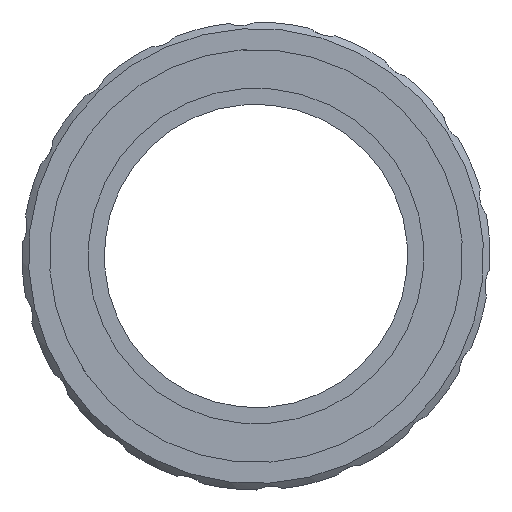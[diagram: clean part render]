
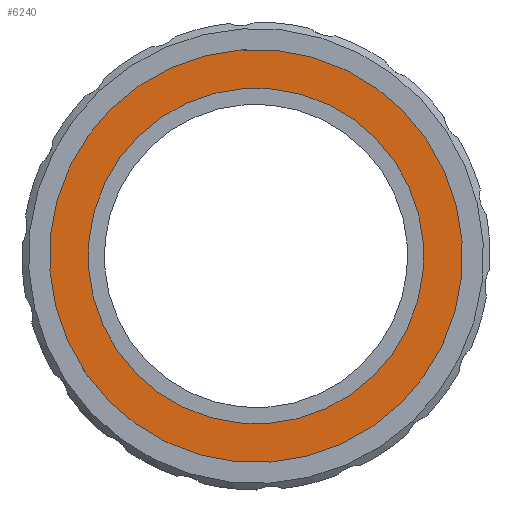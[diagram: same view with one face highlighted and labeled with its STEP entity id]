
A CAD part, front view. The second image highlights one B-rep face of the part: STEP entity #6240.
In plain terms, the highlighted planar face has unit normal (0, -1, 0).
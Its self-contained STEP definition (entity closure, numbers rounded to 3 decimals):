
#825 = CARTESIAN_POINT ( 'NONE',  ( 34.771, -30.049, 30.952 ) ) ;
#1075 = AXIS2_PLACEMENT_3D ( 'NONE', #5967, #10007, #3398 ) ;
#1421 = CIRCLE ( 'NONE', #1075, 25. ) ;
#1696 = CARTESIAN_POINT ( 'NONE',  ( 5.972, -30.049, 44.903 ) ) ;
#2507 = DIRECTION ( 'NONE',  ( -0.9, 0., 0.436 ) ) ;
#2513 = FACE_OUTER_BOUND ( 'NONE', #5994, .T. ) ;
#2625 = CARTESIAN_POINT ( 'NONE',  ( -16.527, -30.049, 55.802 ) ) ;
#2650 = DIRECTION ( 'NONE',  ( -0.9, 0., 0.436 ) ) ;
#2704 = CARTESIAN_POINT ( 'NONE',  ( -22.827, -30.049, 58.854 ) ) ;
#3398 = DIRECTION ( 'NONE',  ( -0.9, 0., 0.436 ) ) ;
#3428 = DIRECTION ( 'NONE',  ( 0., 1., 0. ) ) ;
#3667 = EDGE_CURVE ( 'NONE', #9221, #6733, #1421, .T. ) ;
#3870 = EDGE_CURVE ( 'NONE', #6733, #9221, #4219, .T. ) ;
#4056 = AXIS2_PLACEMENT_3D ( 'NONE', #7442, #4232, #2507 ) ;
#4219 = CIRCLE ( 'NONE', #4056, 25. ) ;
#4232 = DIRECTION ( 'NONE',  ( 0., -1., 0. ) ) ;
#4754 = AXIS2_PLACEMENT_3D ( 'NONE', #1696, #4986, #2650 ) ;
#4951 = CARTESIAN_POINT ( 'NONE',  ( 19.923, -30.049, 73.702 ) ) ;
#4986 = DIRECTION ( 'NONE',  ( 0., -1., 0. ) ) ;
#5905 = ORIENTED_EDGE ( 'NONE', *, *, #8633, .T. ) ;
#5967 = CARTESIAN_POINT ( 'NONE',  ( 5.972, -30.049, 44.903 ) ) ;
#5994 = EDGE_LOOP ( 'NONE', ( #5905, #6410 ) ) ;
#6240 = ADVANCED_FACE ( 'NONE', ( #7448, #2513 ), #8194, .F. ) ;
#6410 = ORIENTED_EDGE ( 'NONE', *, *, #8484, .T. ) ;
#6453 = CIRCLE ( 'NONE', #6616, 32. ) ;
#6594 = VERTEX_POINT ( 'NONE', #2704 ) ;
#6616 = AXIS2_PLACEMENT_3D ( 'NONE', #7224, #10465, #8127 ) ;
#6733 = VERTEX_POINT ( 'NONE', #9661 ) ;
#6884 = VERTEX_POINT ( 'NONE', #825 ) ;
#7224 = CARTESIAN_POINT ( 'NONE',  ( 5.972, -30.049, 44.903 ) ) ;
#7442 = CARTESIAN_POINT ( 'NONE',  ( 5.972, -30.049, 44.903 ) ) ;
#7448 = FACE_BOUND ( 'NONE', #8179, .T. ) ;
#7965 = ORIENTED_EDGE ( 'NONE', *, *, #3667, .F. ) ;
#8127 = DIRECTION ( 'NONE',  ( -0.9, 0., 0.436 ) ) ;
#8179 = EDGE_LOOP ( 'NONE', ( #7965, #8486 ) ) ;
#8194 = PLANE ( 'NONE',  #10370 ) ;
#8295 = DIRECTION ( 'NONE',  ( 0.9, 0., -0.436 ) ) ;
#8321 = CIRCLE ( 'NONE', #4754, 32. ) ;
#8484 = EDGE_CURVE ( 'NONE', #6884, #6594, #6453, .T. ) ;
#8486 = ORIENTED_EDGE ( 'NONE', *, *, #3870, .F. ) ;
#8633 = EDGE_CURVE ( 'NONE', #6594, #6884, #8321, .T. ) ;
#9221 = VERTEX_POINT ( 'NONE', #2625 ) ;
#9661 = CARTESIAN_POINT ( 'NONE',  ( 28.471, -30.049, 34.004 ) ) ;
#10007 = DIRECTION ( 'NONE',  ( 0., -1., 0. ) ) ;
#10370 = AXIS2_PLACEMENT_3D ( 'NONE', #4951, #3428, #8295 ) ;
#10465 = DIRECTION ( 'NONE',  ( 0., -1., 0. ) ) ;
